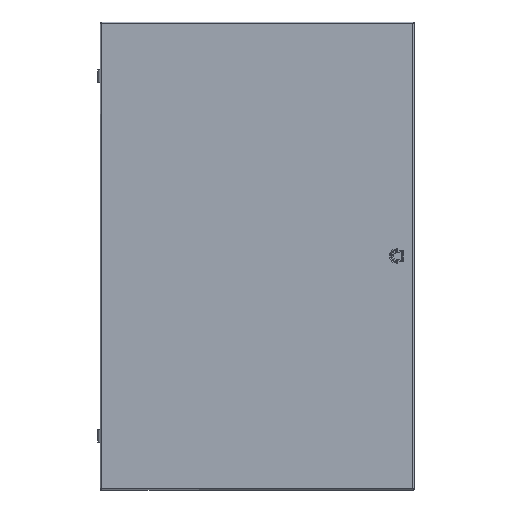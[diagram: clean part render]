
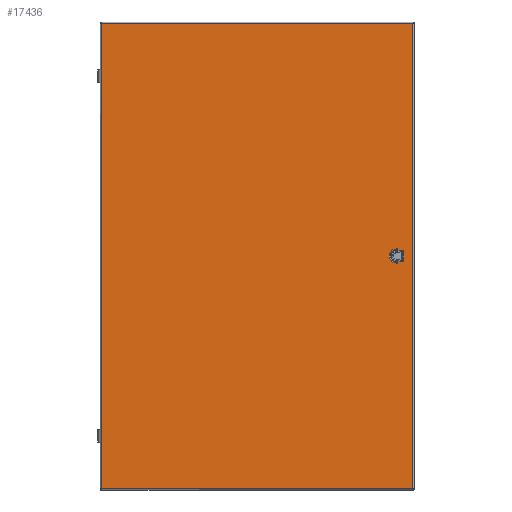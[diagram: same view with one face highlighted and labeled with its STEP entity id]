
A CAD part, top view. The second image highlights one B-rep face of the part: STEP entity #17436.
In plain terms, the highlighted planar face has unit normal (0, 0, 1).
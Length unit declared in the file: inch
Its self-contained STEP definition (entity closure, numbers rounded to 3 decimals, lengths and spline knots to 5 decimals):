
#293=FACE_BOUND($,#2979,.T.);
#294=FACE_BOUND($,#2980,.T.);
#961=PLANE($,#18732);
#2979=EDGE_LOOP($,(#15074,#15075,#15076,#15077,#15078,#15079,#15080,#15081));
#2980=EDGE_LOOP($,(#15082,#15083,#15084,#15085));
#4669=LINE($,#27716,#6440);
#4673=LINE($,#27727,#6444);
#4674=LINE($,#27736,#6445);
#4677=LINE($,#27742,#6448);
#4678=LINE($,#27744,#6449);
#4680=LINE($,#27748,#6451);
#4684=LINE($,#27754,#6455);
#4692=LINE($,#27781,#6463);
#4707=LINE($,#27880,#6478);
#4721=LINE($,#27978,#6492);
#4735=LINE($,#28075,#6506);
#6440=VECTOR($,#22818,0.8125);
#6444=VECTOR($,#22828,0.115);
#6445=VECTOR($,#22841,0.115);
#6448=VECTOR($,#22846,0.14171);
#6449=VECTOR($,#22849,0.43296);
#6451=VECTOR($,#22853,0.14171);
#6455=VECTOR($,#22859,0.43296);
#6463=VECTOR($,#22875,36.125);
#6478=VECTOR($,#22904,24.1875);
#6492=VECTOR($,#22932,36.125);
#6506=VECTOR($,#22960,24.1875);
#6937=CIRCLE($,#18694,0.54796);
#8238=VERTEX_POINT($,#27709);
#8241=VERTEX_POINT($,#27714);
#8244=VERTEX_POINT($,#27724);
#8245=VERTEX_POINT($,#27726);
#8246=VERTEX_POINT($,#27730);
#8247=VERTEX_POINT($,#27734);
#8249=VERTEX_POINT($,#27740);
#8250=VERTEX_POINT($,#27747);
#8258=VERTEX_POINT($,#27772);
#8259=VERTEX_POINT($,#27780);
#8268=VERTEX_POINT($,#27872);
#8277=VERTEX_POINT($,#27970);
#10384=EDGE_CURVE($,#8241,#8238,#4669,.T.);
#10389=EDGE_CURVE($,#8244,#8245,#4673,.T.);
#10392=EDGE_CURVE($,#8246,#8244,#6937,.T.);
#10394=EDGE_CURVE($,#8247,#8246,#4674,.T.);
#10397=EDGE_CURVE($,#8247,#8249,#4677,.T.);
#10398=EDGE_CURVE($,#8238,#8249,#4678,.T.);
#10400=EDGE_CURVE($,#8245,#8250,#4680,.T.);
#10404=EDGE_CURVE($,#8241,#8250,#4684,.T.);
#10413=EDGE_CURVE($,#8258,#8259,#4692,.T.);
#10432=EDGE_CURVE($,#8268,#8258,#4707,.T.);
#10450=EDGE_CURVE($,#8277,#8268,#4721,.T.);
#10468=EDGE_CURVE($,#8259,#8277,#4735,.T.);
#15074=ORIENTED_EDGE($,*,*,#10404,.T.);
#15075=ORIENTED_EDGE($,*,*,#10400,.F.);
#15076=ORIENTED_EDGE($,*,*,#10389,.F.);
#15077=ORIENTED_EDGE($,*,*,#10392,.F.);
#15078=ORIENTED_EDGE($,*,*,#10394,.F.);
#15079=ORIENTED_EDGE($,*,*,#10397,.T.);
#15080=ORIENTED_EDGE($,*,*,#10398,.F.);
#15081=ORIENTED_EDGE($,*,*,#10384,.F.);
#15082=ORIENTED_EDGE($,*,*,#10450,.F.);
#15083=ORIENTED_EDGE($,*,*,#10468,.F.);
#15084=ORIENTED_EDGE($,*,*,#10413,.F.);
#15085=ORIENTED_EDGE($,*,*,#10432,.F.);
#17436=ADVANCED_FACE($,(#293,#294),#961,.T.);
#18694=AXIS2_PLACEMENT_3D($,#27732,#22835,#22836);
#18732=AXIS2_PLACEMENT_3D($,#28160,#22984,#22985);
#22818=DIRECTION($,(0.,1.,0.));
#22828=DIRECTION($,(1.,0.,0.));
#22835=DIRECTION('center_axis',(0.,0.,1.));
#22836=DIRECTION('ref_axis',(-1.,0.,0.));
#22841=DIRECTION($,(-1.,0.,0.));
#22846=DIRECTION($,(0.,-1.,0.));
#22849=DIRECTION($,(-1.,0.,0.));
#22853=DIRECTION($,(0.,1.,0.));
#22859=DIRECTION($,(-1.,0.,0.));
#22875=DIRECTION($,(0.,1.,0.));
#22904=DIRECTION($,(-1.,0.,0.));
#22932=DIRECTION($,(0.,-1.,0.));
#22960=DIRECTION($,(1.,0.,0.));
#22984=DIRECTION('center_axis',(0.,0.,1.));
#22985=DIRECTION('ref_axis',(1.,0.,0.));
#27709=CARTESIAN_POINT('',(11.35996,0.40625,0.062));
#27714=CARTESIAN_POINT('',(11.35996,-0.40625,0.062));
#27716=CARTESIAN_POINT($,(11.35996,-0.25,0.062));
#27724=CARTESIAN_POINT('',(10.812,-0.54796,0.062));
#27726=CARTESIAN_POINT('',(10.927,-0.54796,0.062));
#27727=CARTESIAN_POINT($,(5.406,-0.54796,0.062));
#27730=CARTESIAN_POINT('',(10.812,0.54796,0.062));
#27732=CARTESIAN_POINT('Origin',(10.812,0.,0.062));
#27734=CARTESIAN_POINT('',(10.927,0.54796,0.062));
#27736=CARTESIAN_POINT($,(5.656,0.54796,0.062));
#27740=CARTESIAN_POINT('',(10.927,0.40625,0.062));
#27742=CARTESIAN_POINT($,(10.927,0.5,0.062));
#27744=CARTESIAN_POINT($,(5.656,0.40625,0.062));
#27747=CARTESIAN_POINT('',(10.927,-0.40625,0.062));
#27748=CARTESIAN_POINT($,(10.927,-0.25,0.062));
#27754=CARTESIAN_POINT($,(11.312,-0.40625,0.062));
#27772=CARTESIAN_POINT('',(-12.09375,-18.0625,0.062));
#27780=CARTESIAN_POINT('',(-12.09375,18.0625,0.062));
#27781=CARTESIAN_POINT($,(-12.09375,-18.0625,0.062));
#27872=CARTESIAN_POINT('',(12.09375,-18.0625,0.062));
#27880=CARTESIAN_POINT($,(12.09375,-18.0625,0.062));
#27970=CARTESIAN_POINT('',(12.09375,18.0625,0.062));
#27978=CARTESIAN_POINT($,(12.09375,18.0625,0.062));
#28075=CARTESIAN_POINT($,(-12.09375,18.0625,0.062));
#28160=CARTESIAN_POINT('Origin',(0.,0.,
0.062));
